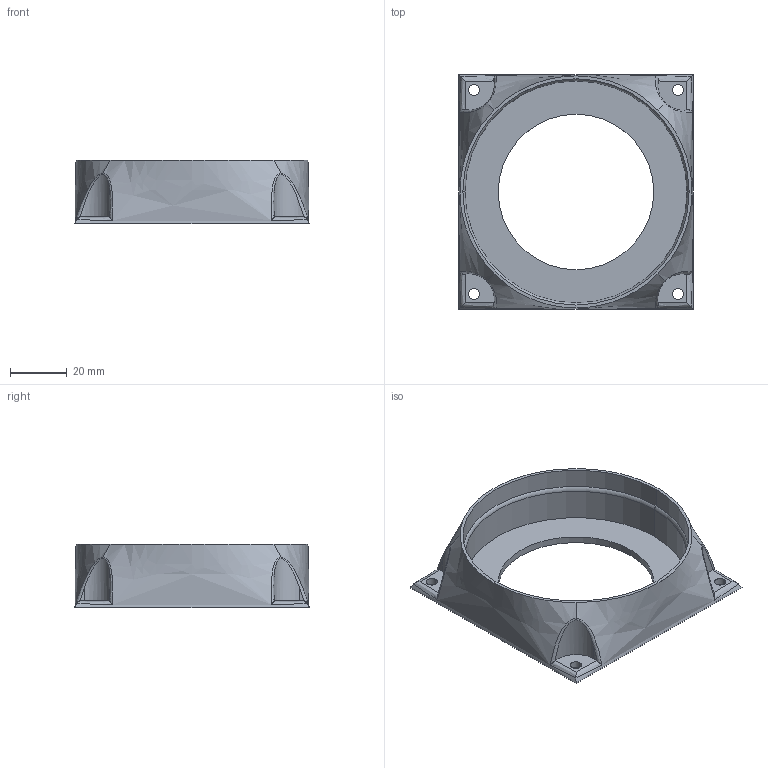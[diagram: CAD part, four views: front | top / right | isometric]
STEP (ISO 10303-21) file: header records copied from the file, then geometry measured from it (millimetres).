
FILE_DESCRIPTION (( 'STEP AP203' ), '1' );
FILE_NAME ('Bearing Holder_Default_sldprt.STEP', '2025-12-11T20:13:14', ( '' ), ( '' ), 'SwSTEP 2.0', 'SolidWorks 2025', '' );
FILE_SCHEMA (( 'CONFIG_CONTROL_DESIGN' ));
Length unit declared in the file: millimetre
Products named in the file (1): Bearing Holder_Default_sldprt
Bounding box: 83 x 83 x 22.5 mm (x, y, z)
Volume: 29717.4 mm3; surface area: 19767.8 mm2
Topology: 1 solids, 1 shells, 56 faces, 159 edges, 106 vertices
Faces by surface type: cylinder 27, bspline 20, plane 7, torus 2
Entity records: 3585 total; most frequent: CARTESIAN_POINT 2257, ORIENTED_EDGE 318, DIRECTION 174, EDGE_CURVE 159, VERTEX_POINT 106, B_SPLINE_CURVE_WITH_KNOTS 95, AXIS2_PLACEMENT_3D 73, EDGE_LOOP 67
